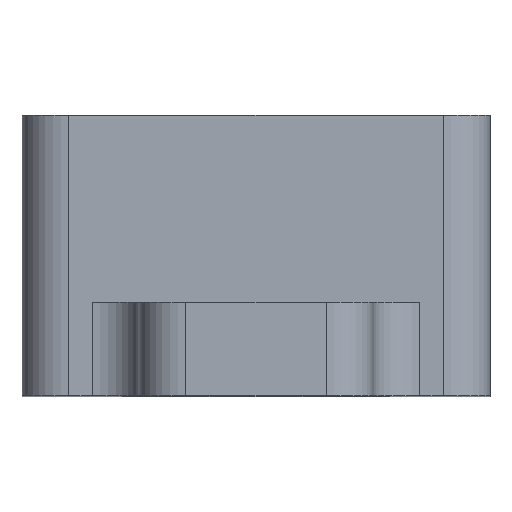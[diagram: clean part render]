
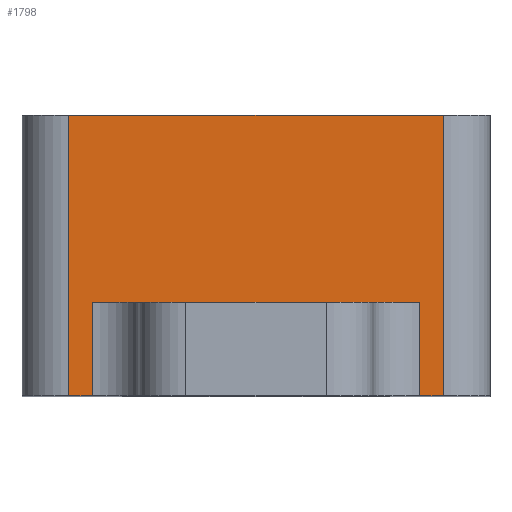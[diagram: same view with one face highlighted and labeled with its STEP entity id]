
A CAD part, top view. The second image highlights one B-rep face of the part: STEP entity #1798.
In plain terms, the highlighted planar face has unit normal (0, 0, 1).
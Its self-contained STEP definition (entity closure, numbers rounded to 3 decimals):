
#3 = EDGE_CURVE ( 'NONE', #112, #697, #1039, .T. ) ;
#83 = VECTOR ( 'NONE', #1552, 1000. ) ;
#107 = CARTESIAN_POINT ( 'NONE',  ( -17.5, -45., 25. ) ) ;
#112 = VERTEX_POINT ( 'NONE', #502 ) ;
#131 = DIRECTION ( 'NONE',  ( 0., 0., -1. ) ) ;
#133 = EDGE_CURVE ( 'NONE', #2343, #407, #1010, .T. ) ;
#335 = CARTESIAN_POINT ( 'NONE',  ( 17.5, -45., 25. ) ) ;
#392 = VECTOR ( 'NONE', #800, 1000. ) ;
#407 = VERTEX_POINT ( 'NONE', #633 ) ;
#455 = VECTOR ( 'NONE', #1059, 1000. ) ;
#486 = CARTESIAN_POINT ( 'NONE',  ( -12.5, -55., 25. ) ) ;
#502 = CARTESIAN_POINT ( 'NONE',  ( -20., -35., 25. ) ) ;
#517 = LINE ( 'NONE', #1206, #392 ) ;
#521 = EDGE_LOOP ( 'NONE', ( #2538, #2442, #1854, #1164, #1152, #1565, #1060, #591 ) ) ;
#591 = ORIENTED_EDGE ( 'NONE', *, *, #133, .T. ) ;
#633 = CARTESIAN_POINT ( 'NONE',  ( -17.5, -55., 25. ) ) ;
#697 = VERTEX_POINT ( 'NONE', #1134 ) ;
#743 = VERTEX_POINT ( 'NONE', #2272 ) ;
#759 = CARTESIAN_POINT ( 'NONE',  ( 20., -65., 25. ) ) ;
#787 = CARTESIAN_POINT ( 'NONE',  ( -20., -65., 25. ) ) ;
#800 = DIRECTION ( 'NONE',  ( 1., 0., 0. ) ) ;
#861 = DIRECTION ( 'NONE',  ( 0., 1., 0. ) ) ;
#866 = AXIS2_PLACEMENT_3D ( 'NONE', #1608, #131, #1482 ) ;
#912 = LINE ( 'NONE', #2305, #83 ) ;
#959 = EDGE_CURVE ( 'NONE', #743, #1415, #517, .T. ) ;
#1010 = LINE ( 'NONE', #107, #2106 ) ;
#1019 = EDGE_CURVE ( 'NONE', #1415, #697, #1489, .T. ) ;
#1039 = LINE ( 'NONE', #1704, #1459 ) ;
#1042 = EDGE_CURVE ( 'NONE', #112, #2491, #1800, .T. ) ;
#1059 = DIRECTION ( 'NONE',  ( 0., -1., 0. ) ) ;
#1060 = ORIENTED_EDGE ( 'NONE', *, *, #2033, .T. ) ;
#1100 = DIRECTION ( 'NONE',  ( 0., -1., 0. ) ) ;
#1134 = CARTESIAN_POINT ( 'NONE',  ( 20., -35., 25. ) ) ;
#1152 = ORIENTED_EDGE ( 'NONE', *, *, #3, .F. ) ;
#1164 = ORIENTED_EDGE ( 'NONE', *, *, #1019, .T. ) ;
#1206 = CARTESIAN_POINT ( 'NONE',  ( 25., -65., 25. ) ) ;
#1273 = DIRECTION ( 'NONE',  ( 1., 0., 0. ) ) ;
#1289 = VECTOR ( 'NONE', #861, 1000. ) ;
#1297 = DIRECTION ( 'NONE',  ( 1., 0., 0. ) ) ;
#1411 = CARTESIAN_POINT ( 'NONE',  ( -20., -45., 25. ) ) ;
#1415 = VERTEX_POINT ( 'NONE', #759 ) ;
#1449 = LINE ( 'NONE', #335, #1632 ) ;
#1459 = VECTOR ( 'NONE', #1297, 1000. ) ;
#1482 = DIRECTION ( 'NONE',  ( -1., 0., 0. ) ) ;
#1489 = LINE ( 'NONE', #1825, #1289 ) ;
#1498 = CARTESIAN_POINT ( 'NONE',  ( -17.5, -65., 25. ) ) ;
#1552 = DIRECTION ( 'NONE',  ( 1., 0., 0. ) ) ;
#1565 = ORIENTED_EDGE ( 'NONE', *, *, #1042, .T. ) ;
#1608 = CARTESIAN_POINT ( 'NONE',  ( 25., -45., 25. ) ) ;
#1632 = VECTOR ( 'NONE', #1100, 1000. ) ;
#1670 = VECTOR ( 'NONE', #1273, 1000. ) ;
#1704 = CARTESIAN_POINT ( 'NONE',  ( 25., -35., 25. ) ) ;
#1798 = ADVANCED_FACE ( 'NONE', ( #2189 ), #2029, .F. ) ;
#1800 = LINE ( 'NONE', #1411, #455 ) ;
#1808 = CARTESIAN_POINT ( 'NONE',  ( 17.5, -55., 25. ) ) ;
#1825 = CARTESIAN_POINT ( 'NONE',  ( 20., -45., 25. ) ) ;
#1840 = EDGE_CURVE ( 'NONE', #2040, #743, #1449, .T. ) ;
#1854 = ORIENTED_EDGE ( 'NONE', *, *, #959, .T. ) ;
#1889 = EDGE_CURVE ( 'NONE', #407, #2040, #2291, .T. ) ;
#1893 = DIRECTION ( 'NONE',  ( 0., 1., 0. ) ) ;
#2029 = PLANE ( 'NONE',  #866 ) ;
#2033 = EDGE_CURVE ( 'NONE', #2491, #2343, #912, .T. ) ;
#2040 = VERTEX_POINT ( 'NONE', #1808 ) ;
#2106 = VECTOR ( 'NONE', #1893, 1000. ) ;
#2189 = FACE_OUTER_BOUND ( 'NONE', #521, .T. ) ;
#2272 = CARTESIAN_POINT ( 'NONE',  ( 17.5, -65., 25. ) ) ;
#2291 = LINE ( 'NONE', #486, #1670 ) ;
#2305 = CARTESIAN_POINT ( 'NONE',  ( 25., -65., 25. ) ) ;
#2343 = VERTEX_POINT ( 'NONE', #1498 ) ;
#2442 = ORIENTED_EDGE ( 'NONE', *, *, #1840, .T. ) ;
#2491 = VERTEX_POINT ( 'NONE', #787 ) ;
#2538 = ORIENTED_EDGE ( 'NONE', *, *, #1889, .T. ) ;
